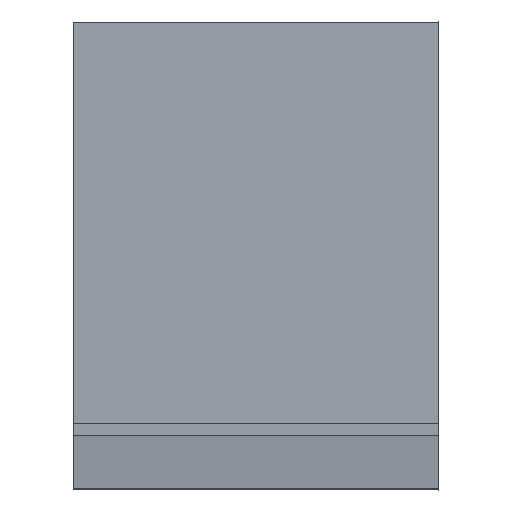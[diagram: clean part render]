
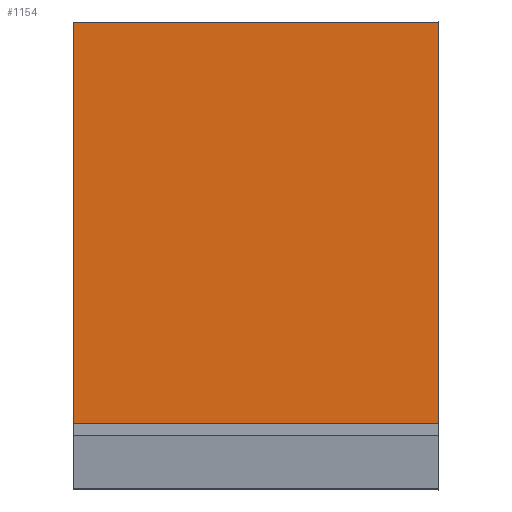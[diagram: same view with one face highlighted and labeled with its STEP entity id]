
A CAD part, top view. The second image highlights one B-rep face of the part: STEP entity #1154.
In plain terms, the highlighted planar face has unit normal (0, 0, 1).
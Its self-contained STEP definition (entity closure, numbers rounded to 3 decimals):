
#1141=AXIS2_PLACEMENT_3D('Plane Axis2P3D',#1138,#1139,#1140) ;
#695=CARTESIAN_POINT('Vertex',(17.24,22.,31.03)) ;
#698=CARTESIAN_POINT('Line Origine',(17.24,12.55,31.03)) ;
#702=CARTESIAN_POINT('Vertex',(17.24,3.1,31.03)) ;
#866=CARTESIAN_POINT('Vertex',(0.,3.1,31.03)) ;
#869=CARTESIAN_POINT('Line Origine',(0.,12.55,31.03)) ;
#873=CARTESIAN_POINT('Vertex',(0.,22.,31.03)) ;
#1126=CARTESIAN_POINT('Line Origine',(8.62,22.,31.03)) ;
#1138=CARTESIAN_POINT('Axis2P3D Location',(1.,22.,31.03)) ;
#1143=CARTESIAN_POINT('Line Origine',(8.62,3.1,31.03)) ;
#699=DIRECTION('Vector Direction',(0.,-1.,0.)) ;
#870=DIRECTION('Vector Direction',(0.,-1.,0.)) ;
#1127=DIRECTION('Vector Direction',(1.,0.,0.)) ;
#1139=DIRECTION('Axis2P3D Direction',(-0.,0.,1.)) ;
#1140=DIRECTION('Axis2P3D XDirection',(0.,-1.,0.)) ;
#1144=DIRECTION('Vector Direction',(1.,0.,0.)) ;
#700=VECTOR('Line Direction',#699,1.) ;
#871=VECTOR('Line Direction',#870,1.) ;
#1128=VECTOR('Line Direction',#1127,1.) ;
#1145=VECTOR('Line Direction',#1144,1.) ;
#1149=ORIENTED_EDGE('',*,*,#704,.T.) ;
#1150=ORIENTED_EDGE('',*,*,#1130,.T.) ;
#1151=ORIENTED_EDGE('',*,*,#875,.F.) ;
#1152=ORIENTED_EDGE('',*,*,#1147,.F.) ;
#1154=ADVANCED_FACE('Housing',(#1153),#1142,.T.) ;
#704=EDGE_CURVE('',#703,#696,#701,.F.) ;
#875=EDGE_CURVE('',#867,#874,#872,.F.) ;
#1130=EDGE_CURVE('',#696,#874,#1129,.F.) ;
#1147=EDGE_CURVE('',#703,#867,#1146,.F.) ;
#1148=EDGE_LOOP('',(#1149,#1150,#1151,#1152)) ;
#1153=FACE_OUTER_BOUND('',#1148,.T.) ;
#701=LINE('Line',#698,#700) ;
#872=LINE('Line',#869,#871) ;
#1129=LINE('Line',#1126,#1128) ;
#1146=LINE('Line',#1143,#1145) ;
#1142=PLANE('',#1141) ;
#696=VERTEX_POINT('',#695) ;
#703=VERTEX_POINT('',#702) ;
#867=VERTEX_POINT('',#866) ;
#874=VERTEX_POINT('',#873) ;
